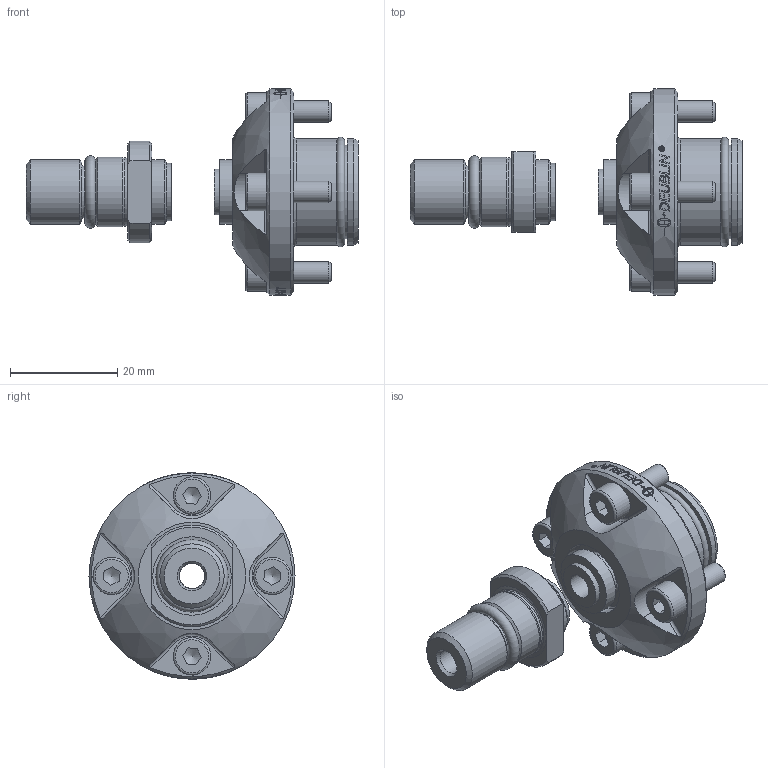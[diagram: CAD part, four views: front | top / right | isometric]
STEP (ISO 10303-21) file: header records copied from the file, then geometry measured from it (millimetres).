
FILE_DESCRIPTION((''),'2;1');
FILE_NAME('1154-003-137-IC.stp','2014-01-17T13:12:51',('cdunkel'),(''),'Autodesk Inventor 2013','Autodesk Inventor 2013','');
FILE_SCHEMA(('AUTOMOTIVE_DESIGN { 1 2 10303 214 0 1 1 1 }'));
Length unit declared in the file: millimetre
Products named in the file (3): 1154-003-137-IC; 1154-003-137_HOUSING; 1154-003-137_ROTOR
Assembly tree (2 placements, depth 2):
  1154-003-137-IC
    1154-003-137_HOUSING
    1154-003-137_ROTOR
Bounding box: 62 x 38.5 x 38.5 mm (x, y, z)
Volume: 16911.8 mm3; surface area: 8796.5 mm2
Topology: 3 solids, 3 shells, 528 faces, 1337 edges, 876 vertices
Faces by surface type: plane 267, bspline 125, cylinder 87, torus 24, cone 24, sphere 1
Full cylindrical faces by diameter (mm): 4 x4, 4.7 x2, 4.75 x2, 4.8 x4, 6.785 x1, 7 x4, 8.59 x1, 8.6 x1, 9.5 x2, 10.7 x1, 11.7 x1, 12 x3, 12.794 x1, 12.994 x1, 14 x1, 17.45 x2, 20 x2, 38.5 x1
Entity records: 35077 total; most frequent: CARTESIAN_POINT 23109, ORIENTED_EDGE 2484, DIRECTION 2165, EDGE_CURVE 1242, AXIS2_PLACEMENT_3D 858, VERTEX_POINT 856, EDGE_LOOP 674, FACE_OUTER_BOUND 528
